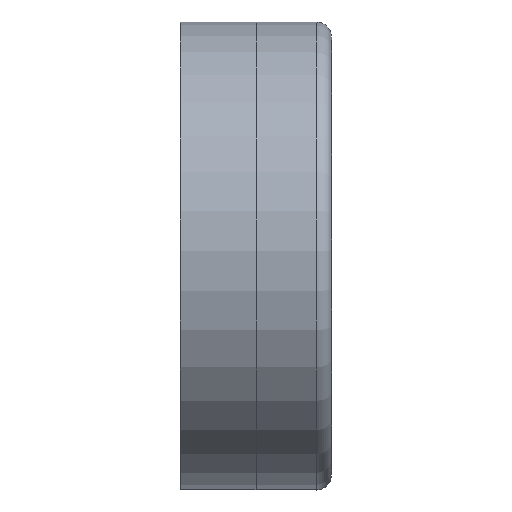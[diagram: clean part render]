
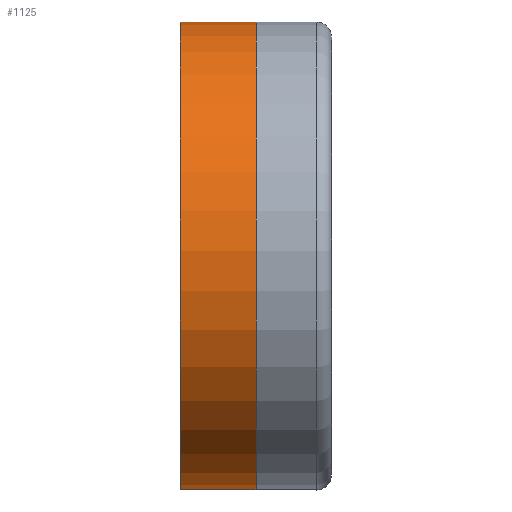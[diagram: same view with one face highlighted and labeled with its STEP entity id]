
A CAD part, front view. The second image highlights one B-rep face of the part: STEP entity #1125.
In plain terms, the highlighted cylindrical face has radius 15.5 mm (diameter 31 mm), a partial arc.
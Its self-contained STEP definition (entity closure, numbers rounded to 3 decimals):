
#102=LINE('',#1746,#181);
#144=LINE('',#2251,#223);
#181=VECTOR('',#1426,10.);
#223=VECTOR('',#1588,10.);
#252=CYLINDRICAL_SURFACE('',#1263,15.5);
#316=FACE_OUTER_BOUND('',#385,.T.);
#385=EDGE_LOOP('',(#1011,#1012,#1013,#1014));
#429=CIRCLE('',#1206,15.5);
#456=CIRCLE('',#1264,15.5);
#503=VERTEX_POINT('',#1743);
#504=VERTEX_POINT('',#1745);
#507=VERTEX_POINT('',#1753);
#555=VERTEX_POINT('',#2249);
#625=EDGE_CURVE('',#504,#503,#102,.T.);
#630=EDGE_CURVE('',#507,#503,#429,.T.);
#715=EDGE_CURVE('',#555,#504,#456,.T.);
#716=EDGE_CURVE('',#555,#507,#144,.T.);
#1011=ORIENTED_EDGE('',*,*,#715,.T.);
#1012=ORIENTED_EDGE('',*,*,#625,.T.);
#1013=ORIENTED_EDGE('',*,*,#630,.F.);
#1014=ORIENTED_EDGE('',*,*,#716,.F.);
#1125=ADVANCED_FACE('',(#316),#252,.T.);
#1206=AXIS2_PLACEMENT_3D('',#1755,#1433,#1434);
#1263=AXIS2_PLACEMENT_3D('',#2248,#1584,#1585);
#1264=AXIS2_PLACEMENT_3D('',#2250,#1586,#1587);
#1426=DIRECTION('',(1.,0.,0.));
#1433=DIRECTION('center_axis',(1.,0.,0.));
#1434=DIRECTION('ref_axis',(0.,0.,1.));
#1584=DIRECTION('center_axis',(1.,0.,0.));
#1585=DIRECTION('ref_axis',(0.,-0.989,-0.149));
#1586=DIRECTION('center_axis',(1.,0.,0.));
#1587=DIRECTION('ref_axis',(0.,0.,1.));
#1588=DIRECTION('',(1.,0.,0.));
#1743=CARTESIAN_POINT('',(5.,-25.444,-17.815));
#1745=CARTESIAN_POINT('',(0.,-25.444,-17.815));
#1746=CARTESIAN_POINT('',(0.,-25.444,-17.815));
#1753=CARTESIAN_POINT('',(5.,-30.,12.5));
#1755=CARTESIAN_POINT('Origin',(5.,-30.,-3.));
#2248=CARTESIAN_POINT('Origin',(0.,-30.,-3.));
#2249=CARTESIAN_POINT('',(0.,-30.,12.5));
#2250=CARTESIAN_POINT('Origin',(0.,-30.,-3.));
#2251=CARTESIAN_POINT('',(0.,-30.,12.5));
